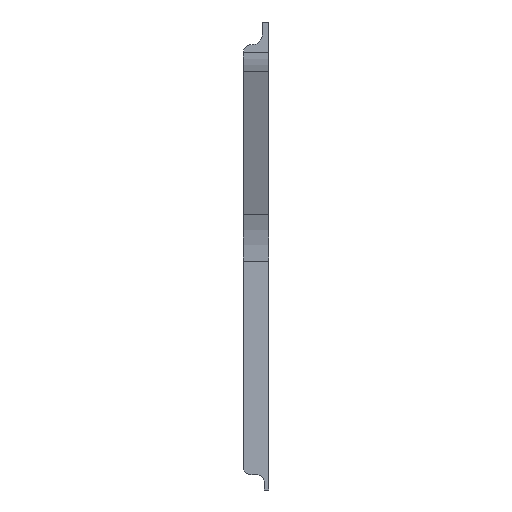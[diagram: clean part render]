
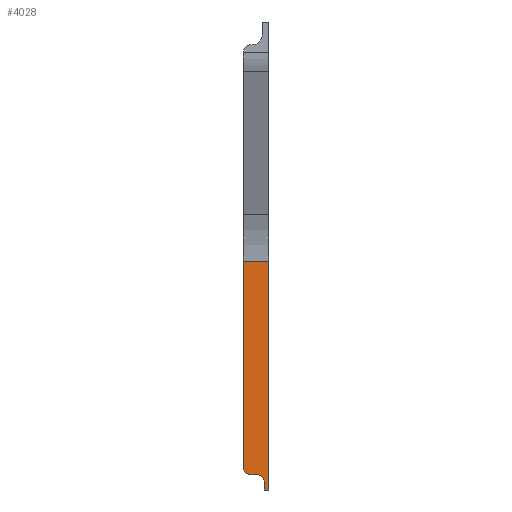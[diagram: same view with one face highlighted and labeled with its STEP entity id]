
A CAD part, left-side view. The second image highlights one B-rep face of the part: STEP entity #4028.
In plain terms, the highlighted planar face has unit normal (-1, 0, 0).
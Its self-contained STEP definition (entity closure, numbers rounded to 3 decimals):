
#62 = ORIENTED_EDGE ( 'NONE', *, *, #487, .T. ) ;
#111 = ORIENTED_EDGE ( 'NONE', *, *, #4500, .T. ) ;
#128 = DIRECTION ( 'NONE',  ( -1., 0., 0. ) ) ;
#146 = VECTOR ( 'NONE', #5695, 1000. ) ;
#147 = CARTESIAN_POINT ( 'NONE',  ( -196.3, 20., -358. ) ) ;
#175 = CARTESIAN_POINT ( 'NONE',  ( -196.3, 3.5, -358. ) ) ;
#459 = EDGE_CURVE ( 'NONE', #887, #6013, #3941, .T. ) ;
#487 = EDGE_CURVE ( 'NONE', #4904, #887, #1070, .T. ) ;
#709 = CARTESIAN_POINT ( 'NONE',  ( -196.3, 20., -177.096 ) ) ;
#748 = VERTEX_POINT ( 'NONE', #1124 ) ;
#842 = DIRECTION ( 'NONE',  ( 0., -1., 0. ) ) ;
#887 = VERTEX_POINT ( 'NONE', #4749 ) ;
#1070 = LINE ( 'NONE', #4582, #4026 ) ;
#1106 = VERTEX_POINT ( 'NONE', #2553 ) ;
#1124 = CARTESIAN_POINT ( 'NONE',  ( -196.3, 3.5, -352. ) ) ;
#1149 = AXIS2_PLACEMENT_3D ( 'NONE', #5681, #5654, #6808 ) ;
#1209 = PLANE ( 'NONE',  #4080 ) ;
#1247 = CARTESIAN_POINT ( 'NONE',  ( -196.3, 14., -340. ) ) ;
#1262 = LINE ( 'NONE', #4804, #5783 ) ;
#1264 = DIRECTION ( 'NONE',  ( 0., 0., -1. ) ) ;
#1347 = FACE_OUTER_BOUND ( 'NONE', #3257, .T. ) ;
#1483 = VERTEX_POINT ( 'NONE', #4125 ) ;
#2258 = ORIENTED_EDGE ( 'NONE', *, *, #4540, .F. ) ;
#2312 = VECTOR ( 'NONE', #6759, 1000. ) ;
#2388 = LINE ( 'NONE', #147, #146 ) ;
#2417 = DIRECTION ( 'NONE',  ( 0., 0., -1. ) ) ;
#2553 = CARTESIAN_POINT ( 'NONE',  ( -196.3, 14., -346. ) ) ;
#2611 = EDGE_CURVE ( 'NONE', #1483, #1106, #6229, .T. ) ;
#2863 = AXIS2_PLACEMENT_3D ( 'NONE', #1247, #128, #2417 ) ;
#2905 = CARTESIAN_POINT ( 'NONE',  ( -196.3, 3.5, -346. ) ) ;
#2914 = CARTESIAN_POINT ( 'NONE',  ( -196.3, 20., -358. ) ) ;
#3040 = DIRECTION ( 'NONE',  ( 0., 0., 1. ) ) ;
#3208 = CARTESIAN_POINT ( 'NONE',  ( -196.3, 0., -358. ) ) ;
#3257 = EDGE_LOOP ( 'NONE', ( #62, #4525, #4854, #3422, #2258, #111, #6333, #6820 ) ) ;
#3422 = ORIENTED_EDGE ( 'NONE', *, *, #2611, .T. ) ;
#3612 = LINE ( 'NONE', #2905, #2312 ) ;
#3786 = EDGE_CURVE ( 'NONE', #5615, #4904, #6567, .T. ) ;
#3941 = LINE ( 'NONE', #709, #6911 ) ;
#4026 = VECTOR ( 'NONE', #6826, 1000. ) ;
#4028 = ADVANCED_FACE ( 'NONE', ( #1347 ), #1209, .F. ) ;
#4080 = AXIS2_PLACEMENT_3D ( 'NONE', #2914, #5076, #1264 ) ;
#4125 = CARTESIAN_POINT ( 'NONE',  ( -196.3, 20., -340. ) ) ;
#4210 = CIRCLE ( 'NONE', #1149, 6. ) ;
#4298 = EDGE_CURVE ( 'NONE', #5615, #748, #1262, .T. ) ;
#4500 = EDGE_CURVE ( 'NONE', #5309, #748, #4210, .T. ) ;
#4525 = ORIENTED_EDGE ( 'NONE', *, *, #459, .T. ) ;
#4540 = EDGE_CURVE ( 'NONE', #5309, #1106, #3612, .T. ) ;
#4582 = CARTESIAN_POINT ( 'NONE',  ( -196.3, 0., -358. ) ) ;
#4749 = CARTESIAN_POINT ( 'NONE',  ( -196.3, 0., -177.096 ) ) ;
#4804 = CARTESIAN_POINT ( 'NONE',  ( -196.3, 3.5, -358. ) ) ;
#4854 = ORIENTED_EDGE ( 'NONE', *, *, #5143, .F. ) ;
#4894 = CARTESIAN_POINT ( 'NONE',  ( -196.3, 9.5, -346. ) ) ;
#4904 = VERTEX_POINT ( 'NONE', #3208 ) ;
#5076 = DIRECTION ( 'NONE',  ( 1., 0., 0. ) ) ;
#5143 = EDGE_CURVE ( 'NONE', #1483, #6013, #2388, .T. ) ;
#5277 = CARTESIAN_POINT ( 'NONE',  ( -196.3, 20., -358. ) ) ;
#5309 = VERTEX_POINT ( 'NONE', #4894 ) ;
#5615 = VERTEX_POINT ( 'NONE', #175 ) ;
#5654 = DIRECTION ( 'NONE',  ( 1., 0., 0. ) ) ;
#5681 = CARTESIAN_POINT ( 'NONE',  ( -196.3, 9.5, -352. ) ) ;
#5695 = DIRECTION ( 'NONE',  ( 0., 0., 1. ) ) ;
#5741 = DIRECTION ( 'NONE',  ( 0., 1., 0. ) ) ;
#5783 = VECTOR ( 'NONE', #3040, 1000. ) ;
#6013 = VERTEX_POINT ( 'NONE', #6697 ) ;
#6229 = CIRCLE ( 'NONE', #2863, 6. ) ;
#6333 = ORIENTED_EDGE ( 'NONE', *, *, #4298, .F. ) ;
#6567 = LINE ( 'NONE', #5277, #6927 ) ;
#6697 = CARTESIAN_POINT ( 'NONE',  ( -196.3, 20., -177.096 ) ) ;
#6759 = DIRECTION ( 'NONE',  ( 0., 1., 0. ) ) ;
#6808 = DIRECTION ( 'NONE',  ( 0., 0., -1. ) ) ;
#6820 = ORIENTED_EDGE ( 'NONE', *, *, #3786, .T. ) ;
#6826 = DIRECTION ( 'NONE',  ( 0., 0., 1. ) ) ;
#6911 = VECTOR ( 'NONE', #5741, 1000. ) ;
#6927 = VECTOR ( 'NONE', #842, 1000. ) ;
